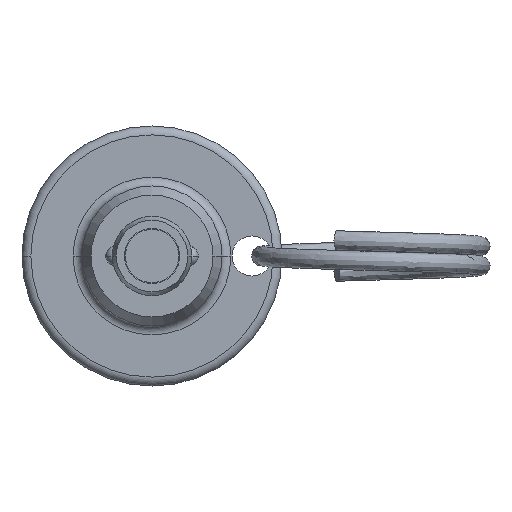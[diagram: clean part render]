
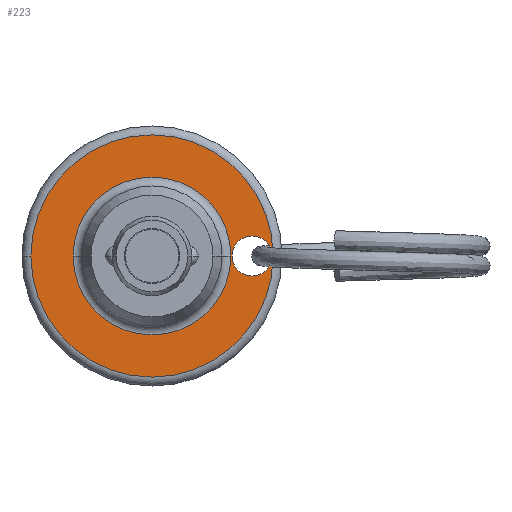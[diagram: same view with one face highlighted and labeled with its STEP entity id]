
A CAD part, left-side view. The second image highlights one B-rep face of the part: STEP entity #223.
In plain terms, the highlighted planar face has unit normal (-1, 0, 0).
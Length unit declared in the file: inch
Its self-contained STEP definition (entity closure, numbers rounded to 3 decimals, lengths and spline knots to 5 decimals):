
#15 = FACE_OUTER_BOUND ( 'NONE', #1671, .T. ) ;
#96 = DIRECTION ( 'NONE',  ( 1., 0., 0. ) ) ;
#105 = DIRECTION ( 'NONE',  ( 0., 1., 0. ) ) ;
#135 = DIRECTION ( 'NONE',  ( 1., 0., 0. ) ) ;
#159 = ORIENTED_EDGE ( 'NONE', *, *, #318, .T. ) ;
#200 = ORIENTED_EDGE ( 'NONE', *, *, #1818, .T. ) ;
#202 = EDGE_LOOP ( 'NONE', ( #200, #2074 ) ) ;
#223 = ADVANCED_FACE ( 'NONE', ( #651, #395, #15 ), #734, .F. ) ;
#267 = CARTESIAN_POINT ( 'NONE',  ( 1.0825, 0.21875, 0. ) ) ;
#269 = EDGE_CURVE ( 'NONE', #488, #603, #1193, .T. ) ;
#318 = EDGE_CURVE ( 'NONE', #603, #488, #1266, .T. ) ;
#325 = CARTESIAN_POINT ( 'NONE',  ( 1.0825, -0.375, 0. ) ) ;
#365 = AXIS2_PLACEMENT_3D ( 'NONE', #2045, #135, #1883 ) ;
#372 = DIRECTION ( 'NONE',  ( 0., 1., 0. ) ) ;
#374 = CARTESIAN_POINT ( 'NONE',  ( 1.0825, -0.3125, 0. ) ) ;
#384 = EDGE_CURVE ( 'NONE', #1108, #1028, #1606, .T. ) ;
#395 = FACE_BOUND ( 'NONE', #407, .T. ) ;
#407 = EDGE_LOOP ( 'NONE', ( #575, #159 ) ) ;
#409 = AXIS2_PLACEMENT_3D ( 'NONE', #267, #1065, #1199 ) ;
#422 = CIRCLE ( 'NONE', #1388, 0.0625 ) ;
#488 = VERTEX_POINT ( 'NONE', #1497 ) ;
#532 = DIRECTION ( 'NONE',  ( 1., 0., 0. ) ) ;
#575 = ORIENTED_EDGE ( 'NONE', *, *, #269, .T. ) ;
#584 = ORIENTED_EDGE ( 'NONE', *, *, #839, .T. ) ;
#603 = VERTEX_POINT ( 'NONE', #1523 ) ;
#616 = AXIS2_PLACEMENT_3D ( 'NONE', #1966, #1464, #372 ) ;
#651 = FACE_BOUND ( 'NONE', #202, .T. ) ;
#734 = PLANE ( 'NONE',  #409 ) ;
#775 = DIRECTION ( 'NONE',  ( 0., 1., 0. ) ) ;
#822 = DIRECTION ( 'NONE',  ( 0., 1., 0. ) ) ;
#839 = EDGE_CURVE ( 'NONE', #1028, #1108, #1217, .T. ) ;
#935 = CARTESIAN_POINT ( 'NONE',  ( 1.0825, 0., 0. ) ) ;
#980 = DIRECTION ( 'NONE',  ( 0., 1., 0. ) ) ;
#990 = CARTESIAN_POINT ( 'NONE',  ( 1.0825, -0.25, 0. ) ) ;
#1028 = VERTEX_POINT ( 'NONE', #1179 ) ;
#1065 = DIRECTION ( 'NONE',  ( 1., 0., 0. ) ) ;
#1108 = VERTEX_POINT ( 'NONE', #1816 ) ;
#1179 = CARTESIAN_POINT ( 'NONE',  ( 1.0825, -0.37847, 0. ) ) ;
#1193 = CIRCLE ( 'NONE', #1259, 0.24653 ) ;
#1199 = DIRECTION ( 'NONE',  ( 0., 1., 0. ) ) ;
#1217 = CIRCLE ( 'NONE', #1332, 0.37847 ) ;
#1259 = AXIS2_PLACEMENT_3D ( 'NONE', #1343, #96, #105 ) ;
#1266 = CIRCLE ( 'NONE', #365, 0.24653 ) ;
#1332 = AXIS2_PLACEMENT_3D ( 'NONE', #935, #1541, #822 ) ;
#1343 = CARTESIAN_POINT ( 'NONE',  ( 1.0825, 0., 0. ) ) ;
#1388 = AXIS2_PLACEMENT_3D ( 'NONE', #374, #532, #980 ) ;
#1399 = AXIS2_PLACEMENT_3D ( 'NONE', #1727, #1535, #775 ) ;
#1464 = DIRECTION ( 'NONE',  ( 1., 0., 0. ) ) ;
#1485 = ORIENTED_EDGE ( 'NONE', *, *, #384, .T. ) ;
#1497 = CARTESIAN_POINT ( 'NONE',  ( 1.0825, 0.24653, 0. ) ) ;
#1513 = EDGE_CURVE ( 'NONE', #1607, #1827, #422, .T. ) ;
#1523 = CARTESIAN_POINT ( 'NONE',  ( 1.0825, -0.24653, 0. ) ) ;
#1535 = DIRECTION ( 'NONE',  ( -1., 0., 0. ) ) ;
#1541 = DIRECTION ( 'NONE',  ( -1., 0., 0. ) ) ;
#1553 = CIRCLE ( 'NONE', #616, 0.0625 ) ;
#1606 = CIRCLE ( 'NONE', #1399, 0.37847 ) ;
#1607 = VERTEX_POINT ( 'NONE', #325 ) ;
#1671 = EDGE_LOOP ( 'NONE', ( #1485, #584 ) ) ;
#1727 = CARTESIAN_POINT ( 'NONE',  ( 1.0825, 0., 0. ) ) ;
#1816 = CARTESIAN_POINT ( 'NONE',  ( 1.0825, 0.37847, 0. ) ) ;
#1818 = EDGE_CURVE ( 'NONE', #1827, #1607, #1553, .T. ) ;
#1827 = VERTEX_POINT ( 'NONE', #990 ) ;
#1883 = DIRECTION ( 'NONE',  ( 0., 1., 0. ) ) ;
#1966 = CARTESIAN_POINT ( 'NONE',  ( 1.0825, -0.3125, 0. ) ) ;
#2045 = CARTESIAN_POINT ( 'NONE',  ( 1.0825, 0., 0. ) ) ;
#2074 = ORIENTED_EDGE ( 'NONE', *, *, #1513, .T. ) ;
